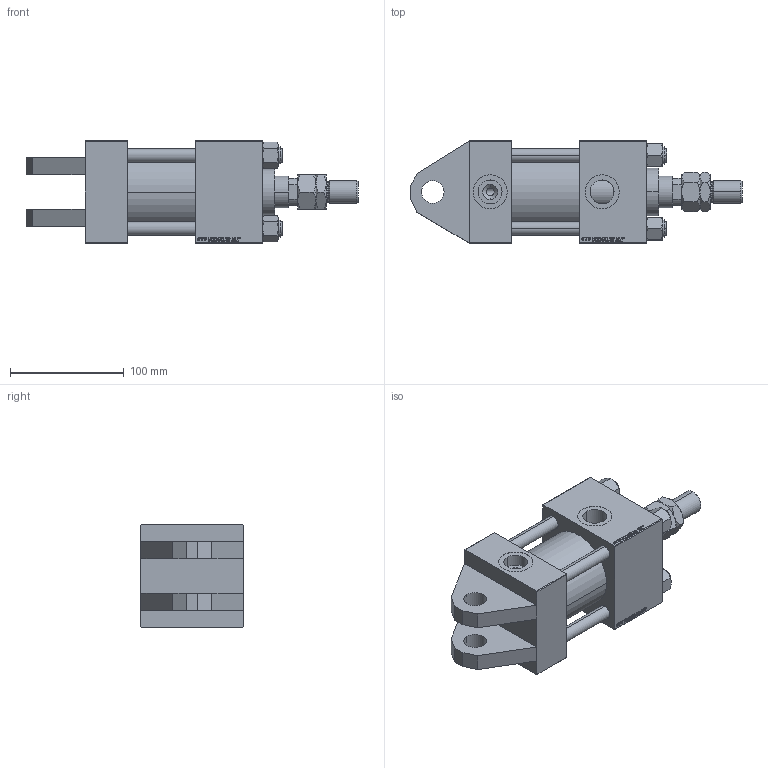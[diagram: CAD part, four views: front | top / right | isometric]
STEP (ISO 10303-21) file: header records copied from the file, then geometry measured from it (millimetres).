
FILE_DESCRIPTION (( 'STEP AP203' ), '1' );
FILE_NAME ('2d7a.STEP', '2022-04-16T13:45:42', ( '' ), ( '' ), 'SwSTEP 2.0', 'SolidWorks 2019', '' );
FILE_SCHEMA (( 'CONFIG_CONTROL_DESIGN' ));
Length unit declared in the file: millimetre
Products named in the file (7): 2d7a; V215CR_H_Body 2fd4645d3a50a579e7bc82235ccad0e0; MTA 2fd4645d3a50a579e7bc82235ccad0e0; NUT_M5_H 2fd4645d3a50a579e7bc82235ccad0e0; V215_VC_A 2fd4645d3a50a579e7bc82235ccad0e0; V215CR_VCP_H 2fd4645d3a50a579e7bc82235ccad0e0; V215CR_TYCINKA_H 2fd4645d3a50a579e7bc82235ccad0e0
Assembly tree (12 placements, depth 2):
  2d7a
    V215CR_H_Body 2fd4645d3a50a579e7bc82235ccad0e0
    V215CR_VCP_H 2fd4645d3a50a579e7bc82235ccad0e0
    V215CR_TYCINKA_H 2fd4645d3a50a579e7bc82235ccad0e0  x4
    NUT_M5_H 2fd4645d3a50a579e7bc82235ccad0e0  x4
    V215_VC_A 2fd4645d3a50a579e7bc82235ccad0e0
    MTA 2fd4645d3a50a579e7bc82235ccad0e0
Bounding box: 292 x 90 x 90 mm (x, y, z)
Volume: 1067914.3 mm3; surface area: 202917.8 mm2
Topology: 12 solids, 12 shells, 1178 faces, 2942 edges, 1897 vertices
Faces by surface type: plane 533, bspline 392, cone 156, cylinder 87, torus 10
Entity records: 51366 total; most frequent: CARTESIAN_POINT 27590, ORIENTED_EDGE 5376, DIRECTION 3400, EDGE_CURVE 2688, VERTEX_POINT 1753, LINE 1592, VECTOR 1592, EDGE_LOOP 1183
